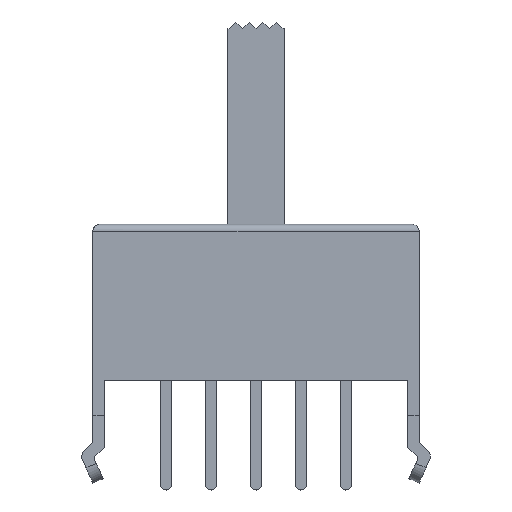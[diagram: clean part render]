
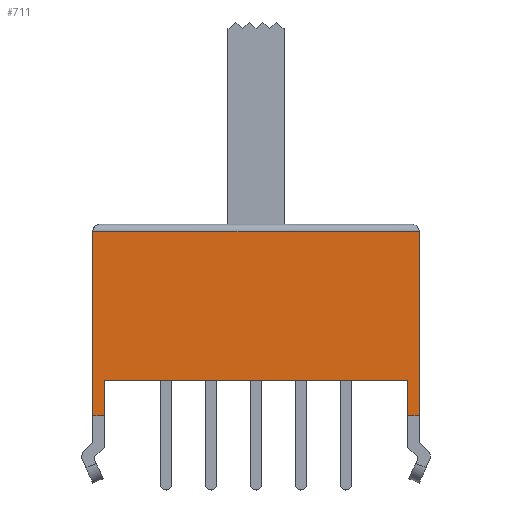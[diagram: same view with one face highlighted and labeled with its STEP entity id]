
A CAD part, top view. The second image highlights one B-rep face of the part: STEP entity #711.
In plain terms, the highlighted planar face has unit normal (0, 0, 1).
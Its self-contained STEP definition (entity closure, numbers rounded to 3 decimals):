
#169 = VERTEX_POINT ( 'NONE', #1489 ) ;
#272 = EDGE_CURVE ( 'NONE', #273, #1702, #2194, .T. ) ;
#273 = VERTEX_POINT ( 'NONE', #2190 ) ;
#429 = EDGE_CURVE ( 'NONE', #1702, #169, #2454, .T. ) ;
#439 = VERTEX_POINT ( 'NONE', #2444 ) ;
#451 = EDGE_CURVE ( 'NONE', #439, #273, #2428, .T. ) ;
#595 = VERTEX_POINT ( 'NONE', #2824 ) ;
#596 = ORIENTED_EDGE ( 'NONE', *, *, #597, .T. ) ;
#597 = EDGE_CURVE ( 'NONE', #595, #598, #2823, .T. ) ;
#598 = VERTEX_POINT ( 'NONE', #2819 ) ;
#599 = VERTEX_POINT ( 'NONE', #2818 ) ;
#626 = ORIENTED_EDGE ( 'NONE', *, *, #728, .T. ) ;
#638 = ORIENTED_EDGE ( 'NONE', *, *, #639, .F. ) ;
#639 = EDGE_CURVE ( 'NONE', #599, #598, #3059, .T. ) ;
#711 = ADVANCED_FACE ( 'NONE', ( #3146 ), #3143, .T. ) ;
#712 = ORIENTED_EDGE ( 'NONE', *, *, #713, .T. ) ;
#713 = EDGE_CURVE ( 'NONE', #726, #595, #3191, .T. ) ;
#726 = VERTEX_POINT ( 'NONE', #3260 ) ;
#728 = EDGE_CURVE ( 'NONE', #169, #726, #3259, .T. ) ;
#729 = EDGE_LOOP ( 'NONE', ( #712, #596, #638, #741, #753, #754, #755, #626 ) ) ;
#741 = ORIENTED_EDGE ( 'NONE', *, *, #752, .T. ) ;
#752 = EDGE_CURVE ( 'NONE', #599, #439, #3336, .T. ) ;
#753 = ORIENTED_EDGE ( 'NONE', *, *, #451, .T. ) ;
#754 = ORIENTED_EDGE ( 'NONE', *, *, #272, .T. ) ;
#755 = ORIENTED_EDGE ( 'NONE', *, *, #429, .T. ) ;
#1489 = CARTESIAN_POINT ( 'NONE',  ( -7.25, 2.76, 3.5 ) ) ;
#1702 = VERTEX_POINT ( 'NONE', #4104 ) ;
#2190 = CARTESIAN_POINT ( 'NONE',  ( 7.25, -5.44, 3.5 ) ) ;
#2191 = DIRECTION ( 'NONE',  ( 0., 1., 0. ) ) ;
#2192 = VECTOR ( 'NONE', #2191, 1000. ) ;
#2193 = CARTESIAN_POINT ( 'NONE',  ( 7.25, -1.34, 3.5 ) ) ;
#2194 = LINE ( 'NONE', #2193, #2192 ) ;
#2425 = DIRECTION ( 'NONE',  ( 1., 0., 0. ) ) ;
#2426 = VECTOR ( 'NONE', #2425, 1000. ) ;
#2427 = CARTESIAN_POINT ( 'NONE',  ( 0., -5.44, 3.5 ) ) ;
#2428 = LINE ( 'NONE', #2427, #2426 ) ;
#2444 = CARTESIAN_POINT ( 'NONE',  ( 6.75, -5.44, 3.5 ) ) ;
#2451 = DIRECTION ( 'NONE',  ( -1., 0., 0. ) ) ;
#2452 = VECTOR ( 'NONE', #2451, 1000. ) ;
#2453 = CARTESIAN_POINT ( 'NONE',  ( 0., 2.76, 3.5 ) ) ;
#2454 = LINE ( 'NONE', #2453, #2452 ) ;
#2818 = CARTESIAN_POINT ( 'NONE',  ( 6.75, -3.86, 3.5 ) ) ;
#2819 = CARTESIAN_POINT ( 'NONE',  ( -6.75, -3.86, 3.5 ) ) ;
#2820 = DIRECTION ( 'NONE',  ( 0., 1., 0. ) ) ;
#2821 = VECTOR ( 'NONE', #2820, 1000. ) ;
#2822 = CARTESIAN_POINT ( 'NONE',  ( -6.75, -1.34, 3.5 ) ) ;
#2823 = LINE ( 'NONE', #2822, #2821 ) ;
#2824 = CARTESIAN_POINT ( 'NONE',  ( -6.75, -5.44, 3.5 ) ) ;
#3056 = DIRECTION ( 'NONE',  ( -1., 0., 0. ) ) ;
#3057 = VECTOR ( 'NONE', #3056, 1000. ) ;
#3058 = CARTESIAN_POINT ( 'NONE',  ( 0., -3.86, 3.5 ) ) ;
#3059 = LINE ( 'NONE', #3058, #3057 ) ;
#3143 = PLANE ( 'NONE',  #3145 ) ;
#3144 = CARTESIAN_POINT ( 'NONE',  ( -7.25, -5.44, 3.5 ) ) ;
#3145 = AXIS2_PLACEMENT_3D ( 'NONE', #3144, #3193, #3192 ) ;
#3146 = FACE_OUTER_BOUND ( 'NONE', #729, .T. ) ;
#3188 = DIRECTION ( 'NONE',  ( 1., 0., 0. ) ) ;
#3189 = VECTOR ( 'NONE', #3188, 1000. ) ;
#3190 = CARTESIAN_POINT ( 'NONE',  ( -7., -5.44, 3.5 ) ) ;
#3191 = LINE ( 'NONE', #3190, #3189 ) ;
#3192 = DIRECTION ( 'NONE',  ( 1., 0., 0. ) ) ;
#3193 = DIRECTION ( 'NONE',  ( 0., 0., 1. ) ) ;
#3256 = DIRECTION ( 'NONE',  ( 0., -1., 0. ) ) ;
#3257 = VECTOR ( 'NONE', #3256, 1000. ) ;
#3258 = CARTESIAN_POINT ( 'NONE',  ( -7.25, -1.34, 3.5 ) ) ;
#3259 = LINE ( 'NONE', #3258, #3257 ) ;
#3260 = CARTESIAN_POINT ( 'NONE',  ( -7.25, -5.44, 3.5 ) ) ;
#3333 = DIRECTION ( 'NONE',  ( 0., -1., 0. ) ) ;
#3334 = VECTOR ( 'NONE', #3333, 1000. ) ;
#3335 = CARTESIAN_POINT ( 'NONE',  ( 6.75, -5.354, 3.5 ) ) ;
#3336 = LINE ( 'NONE', #3335, #3334 ) ;
#4104 = CARTESIAN_POINT ( 'NONE',  ( 7.25, 2.76, 3.5 ) ) ;
